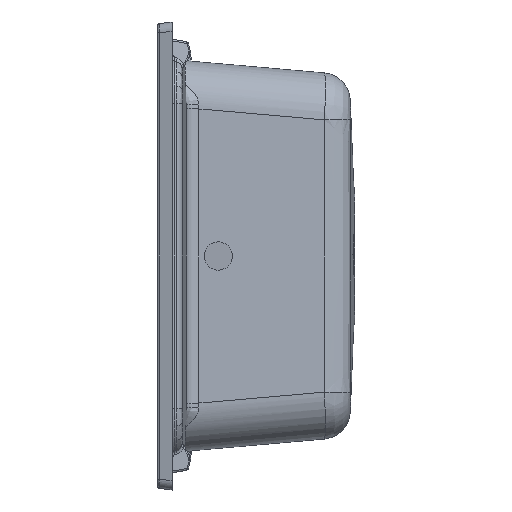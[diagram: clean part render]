
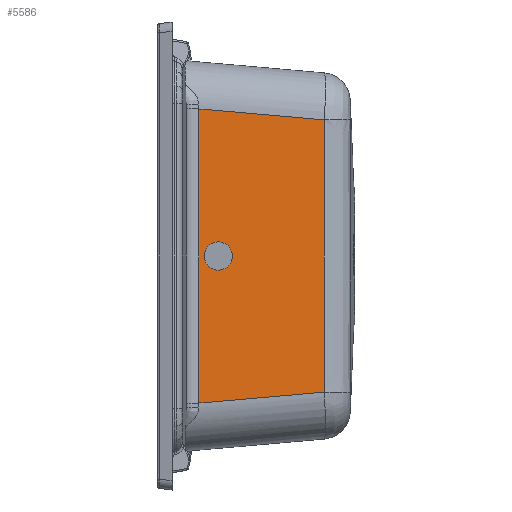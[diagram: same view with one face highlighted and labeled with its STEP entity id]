
A CAD part, left-side view. The second image highlights one B-rep face of the part: STEP entity #5586.
In plain terms, the highlighted planar face has unit normal (-0.996, -0.087, 0).
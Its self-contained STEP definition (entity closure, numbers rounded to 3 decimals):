
#217 = CARTESIAN_POINT ( 'NONE',  ( -153.066, -167.996, -111.285 ) ) ;
#1065 = AXIS2_PLACEMENT_3D ( 'NONE', #26023, #28966, #7366 ) ;
#1530 = VERTEX_POINT ( 'NONE', #40106 ) ;
#2678 = VERTEX_POINT ( 'NONE', #33551 ) ;
#3246 = CARTESIAN_POINT ( 'NONE',  ( -153.1, -167.612, 144.37 ) ) ;
#3251 = DIRECTION ( 'NONE',  ( -0.087, 0.992, 0.087 ) ) ;
#3508 = CARTESIAN_POINT ( 'NONE',  ( -153.072, -167.924, 123.316 ) ) ;
#3650 = VERTEX_POINT ( 'NONE', #5717 ) ;
#4204 = PLANE ( 'NONE',  #1065 ) ;
#4573 = VECTOR ( 'NONE', #17372, 1000. ) ;
#4910 = CARTESIAN_POINT ( 'NONE',  ( -160.327, -85., 15. ) ) ;
#4924 = CARTESIAN_POINT ( 'NONE',  ( -165.577, -25., 15. ) ) ;
#5586 = ADVANCED_FACE ( 'NONE', ( #10149, #11661 ), #4204, .T. ) ;
#5717 = CARTESIAN_POINT ( 'NONE',  ( -164.743, -34.526, 156.013 ) ) ;
#5925 = EDGE_LOOP ( 'NONE', ( #6448, #17935 ) ) ;
#6261 = CARTESIAN_POINT ( 'NONE',  ( -153.063, -168.035, -96.246 ) ) ;
#6448 = ORIENTED_EDGE ( 'NONE', *, *, #7815, .F. ) ;
#7366 = DIRECTION ( 'NONE',  ( 0.087, -0.996, 0. ) ) ;
#7815 = EDGE_CURVE ( 'NONE', #9681, #11628, #11607, .T. ) ;
#8936 = VECTOR ( 'NONE', #21144, 1000. ) ;
#9178 = CARTESIAN_POINT ( 'NONE',  ( -165.534, -25.486, 156.804 ) ) ;
#9304 = CARTESIAN_POINT ( 'NONE',  ( -153.068, -167.974, 115.797 ) ) ;
#9451 = CARTESIAN_POINT ( 'NONE',  ( -153.066, -167.993, -114.293 ) ) ;
#9681 = VERTEX_POINT ( 'NONE', #10097 ) ;
#9703 = CARTESIAN_POINT ( 'NONE',  ( -153.09, -167.727, -138.354 ) ) ;
#10097 = CARTESIAN_POINT ( 'NONE',  ( -162.952, -55., -15. ) ) ;
#10149 = FACE_BOUND ( 'NONE', #5925, .T. ) ;
#11242 = CARTESIAN_POINT ( 'NONE',  ( -162.952, -55., -15. ) ) ;
#11607 =( BOUNDED_CURVE ( )  B_SPLINE_CURVE ( 3, ( #39592, #30371, #4910, #30229 ),
 .UNSPECIFIED., .F., .F. ) 
 B_SPLINE_CURVE_WITH_KNOTS ( ( 4, 4 ),
 ( 4.712, 7.854 ),
 .UNSPECIFIED. ) 
 CURVE ( )  GEOMETRIC_REPRESENTATION_ITEM ( )  RATIONAL_B_SPLINE_CURVE ( ( 1., 0.333, 0.333, 1. ) ) 
 REPRESENTATION_ITEM ( '' )  );
#11628 = VERTEX_POINT ( 'NONE', #14902 ) ;
#11661 = FACE_OUTER_BOUND ( 'NONE', #26658, .T. ) ;
#12632 = CARTESIAN_POINT ( 'NONE',  ( -153.067, -167.985, 111.285 ) ) ;
#12989 = EDGE_CURVE ( 'NONE', #3650, #2678, #38661, .T. ) ;
#14300 = EDGE_CURVE ( 'NONE', #14372, #2678, #27246, .T. ) ;
#14372 = VERTEX_POINT ( 'NONE', #21431 ) ;
#14902 = CARTESIAN_POINT ( 'NONE',  ( -162.952, -55., 15. ) ) ;
#17372 = DIRECTION ( 'NONE',  ( 0., 0., -1. ) ) ;
#17513 = CARTESIAN_POINT ( 'NONE',  ( -164.743, -34.526, 0. ) ) ;
#17899 = ORIENTED_EDGE ( 'NONE', *, *, #26147, .T. ) ;
#17935 = ORIENTED_EDGE ( 'NONE', *, *, #33010, .F. ) ;
#18872 = CARTESIAN_POINT ( 'NONE',  ( -153.06, -168.066, -84.216 ) ) ;
#19010 = CARTESIAN_POINT ( 'NONE',  ( -153.081, -167.821, 132.339 ) ) ;
#19386 = CARTESIAN_POINT ( 'NONE',  ( -153.081, -167.825, -132.339 ) ) ;
#21144 = DIRECTION ( 'NONE',  ( -0.087, 0.992, -0.087 ) ) ;
#21431 = CARTESIAN_POINT ( 'NONE',  ( -153.1, -167.613, -144.37 ) ) ;
#22028 = CARTESIAN_POINT ( 'NONE',  ( -153.053, -168.14, 48.123 ) ) ;
#22296 = CARTESIAN_POINT ( 'NONE',  ( -153.05, -168.184, -24.062 ) ) ;
#23528 = VECTOR ( 'NONE', #3251, 1000. ) ;
#25293 = EDGE_CURVE ( 'NONE', #1530, #3650, #27529, .T. ) ;
#25338 = CARTESIAN_POINT ( 'NONE',  ( -153.061, -168.056, 84.216 ) ) ;
#25591 = CARTESIAN_POINT ( 'NONE',  ( -153.09, -167.724, 138.354 ) ) ;
#25925 = B_SPLINE_CURVE_WITH_KNOTS ( 'NONE', 3,
 ( #38324, #9703, #19386, #38049, #37798, #9451, #217, #6261, #18872, #28670, #22296, #32005, #22028, #25338, #28268, #31606, #12632, #28535, #9304, #37919, #3508, #19010, #25591, #3246 ),
 .UNSPECIFIED., .F., .F.,
 ( 4, 2, 2, 2, 2, 2, 2, 2, 2, 2, 2, 4 ),
 ( 0., 0.018, 0.027, 0.036, 0.072, 0.144, 0.217, 0.253, 0.257, 0.262, 0.271, 0.289 ),
 .UNSPECIFIED. ) ;
#26023 = CARTESIAN_POINT ( 'NONE',  ( -166.725, -11.872, 0. ) ) ;
#26147 = EDGE_CURVE ( 'NONE', #14372, #1530, #25925, .T. ) ;
#26658 = EDGE_LOOP ( 'NONE', ( #28889, #31559, #30267, #17899 ) ) ;
#27026 = CARTESIAN_POINT ( 'NONE',  ( -165.577, -25., -15. ) ) ;
#27246 = LINE ( 'NONE', #40380, #8936 ) ;
#27529 = LINE ( 'NONE', #9178, #23528 ) ;
#28268 = CARTESIAN_POINT ( 'NONE',  ( -153.064, -168.025, 96.247 ) ) ;
#28535 = CARTESIAN_POINT ( 'NONE',  ( -153.068, -167.978, 114.293 ) ) ;
#28670 = CARTESIAN_POINT ( 'NONE',  ( -153.053, -168.147, -48.123 ) ) ;
#28889 = ORIENTED_EDGE ( 'NONE', *, *, #25293, .T. ) ;
#28966 = DIRECTION ( 'NONE',  ( -0.996, -0.087, 0. ) ) ;
#30229 = CARTESIAN_POINT ( 'NONE',  ( -162.952, -55., 15. ) ) ;
#30267 = ORIENTED_EDGE ( 'NONE', *, *, #14300, .F. ) ;
#30371 = CARTESIAN_POINT ( 'NONE',  ( -160.327, -85., -15. ) ) ;
#31559 = ORIENTED_EDGE ( 'NONE', *, *, #12989, .T. ) ;
#31606 = CARTESIAN_POINT ( 'NONE',  ( -153.067, -167.989, 109.781 ) ) ;
#32005 = CARTESIAN_POINT ( 'NONE',  ( -153.05, -168.181, 24.062 ) ) ;
#33010 = EDGE_CURVE ( 'NONE', #11628, #9681, #40962, .T. ) ;
#33551 = CARTESIAN_POINT ( 'NONE',  ( -164.743, -34.526, -156.013 ) ) ;
#36440 = CARTESIAN_POINT ( 'NONE',  ( -162.952, -55., 15. ) ) ;
#37798 = CARTESIAN_POINT ( 'NONE',  ( -153.069, -167.959, -120.308 ) ) ;
#37919 = CARTESIAN_POINT ( 'NONE',  ( -153.07, -167.951, 120.308 ) ) ;
#38049 = CARTESIAN_POINT ( 'NONE',  ( -153.072, -167.931, -123.316 ) ) ;
#38324 = CARTESIAN_POINT ( 'NONE',  ( -153.1, -167.613, -144.37 ) ) ;
#38661 = LINE ( 'NONE', #17513, #4573 ) ;
#39592 = CARTESIAN_POINT ( 'NONE',  ( -162.952, -55., -15. ) ) ;
#40106 = CARTESIAN_POINT ( 'NONE',  ( -153.1, -167.612, 144.37 ) ) ;
#40380 = CARTESIAN_POINT ( 'NONE',  ( -165.534, -25.486, -156.804 ) ) ;
#40962 =( BOUNDED_CURVE ( )  B_SPLINE_CURVE ( 3, ( #36440, #4924, #27026, #11242 ),
 .UNSPECIFIED., .F., .F. ) 
 B_SPLINE_CURVE_WITH_KNOTS ( ( 4, 4 ),
 ( 1.571, 4.712 ),
 .UNSPECIFIED. ) 
 CURVE ( )  GEOMETRIC_REPRESENTATION_ITEM ( )  RATIONAL_B_SPLINE_CURVE ( ( 1., 0.333, 0.333, 1. ) ) 
 REPRESENTATION_ITEM ( '' )  );
